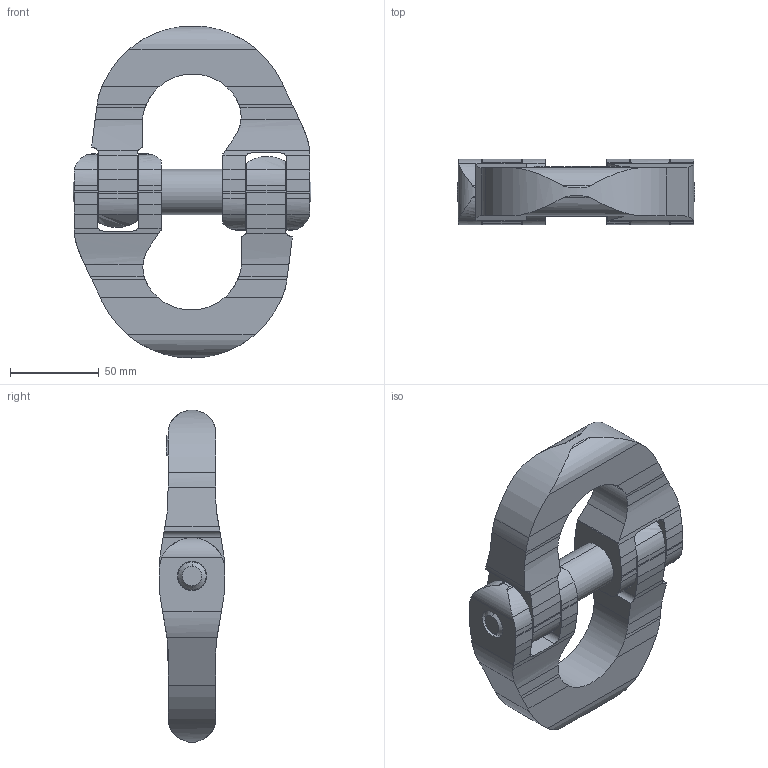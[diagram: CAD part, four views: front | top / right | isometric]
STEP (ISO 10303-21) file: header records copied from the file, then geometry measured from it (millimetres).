
FILE_DESCRIPTION(('STEP AP214'),'1');
FILE_NAME('cl_22.stp','2018-01-24T08:43:17',('TraceParts'),('TraceParts S.A.'),'Spatial InterOp 3D',' ',' ');
FILE_SCHEMA(('automotive_design'));
Length unit declared in the file: millimetre
Products named in the file (3): cl_22_1; cl_22_2; cl_22_3
Bounding box: 134 x 36.98 x 187 mm (x, y, z)
Volume: 405458.8 mm3; surface area: 75908.4 mm2
Topology: 3 solids, 3 shells, 323 faces, 921 edges, 614 vertices
Faces by surface type: bspline 143, plane 126, cylinder 50, cone 4
Entity records: 17244 total; most frequent: CARTESIAN_POINT 7101, ORIENTED_EDGE 1842, DIRECTION 1075, EDGE_CURVE 921, VERTEX_POINT 614, LINE 493, VECTOR 493, EDGE_LOOP 345
